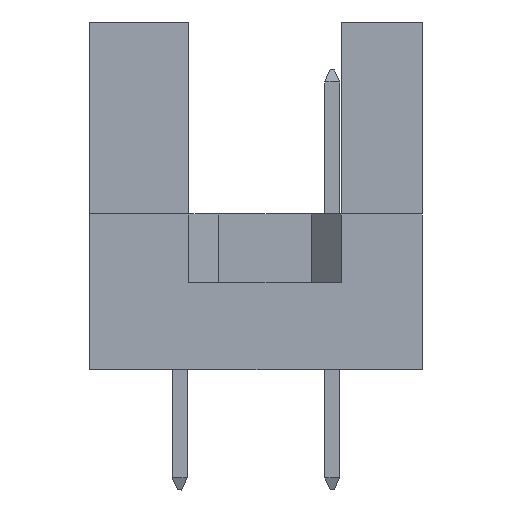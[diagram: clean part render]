
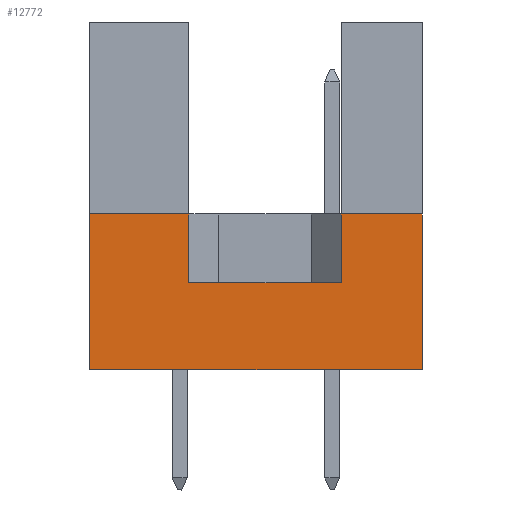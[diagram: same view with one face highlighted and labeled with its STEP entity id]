
A CAD part, left-side view. The second image highlights one B-rep face of the part: STEP entity #12772.
In plain terms, the highlighted planar face has unit normal (-1, 0, 0).
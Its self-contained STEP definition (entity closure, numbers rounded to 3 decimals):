
#335 = VECTOR ( 'NONE', #10660, 1000. ) ;
#1272 = VERTEX_POINT ( 'NONE', #3260 ) ;
#1701 = DIRECTION ( 'NONE',  ( 0., 0., -1. ) ) ;
#1739 = ORIENTED_EDGE ( 'NONE', *, *, #17118, .T. ) ;
#1768 = VERTEX_POINT ( 'NONE', #15076 ) ;
#1804 = CARTESIAN_POINT ( 'NONE',  ( -47.5, 2.71, 5.2 ) ) ;
#2623 = EDGE_CURVE ( 'NONE', #14082, #1272, #13313, .T. ) ;
#3016 = FACE_OUTER_BOUND ( 'NONE', #7547, .T. ) ;
#3260 = CARTESIAN_POINT ( 'NONE',  ( -47.5, 7.79, 5.2 ) ) ;
#3337 = DIRECTION ( 'NONE',  ( 1., 0., 0. ) ) ;
#4342 = PLANE ( 'NONE',  #9517 ) ;
#4407 = ORIENTED_EDGE ( 'NONE', *, *, #14730, .F. ) ;
#4514 = CARTESIAN_POINT ( 'NONE',  ( -47.5, 7.79, 2.9 ) ) ;
#4716 = VERTEX_POINT ( 'NONE', #1804 ) ;
#5074 = DIRECTION ( 'NONE',  ( 0., -1., 0. ) ) ;
#5886 = EDGE_CURVE ( 'NONE', #1768, #10525, #16756, .T. ) ;
#6170 = CARTESIAN_POINT ( 'NONE',  ( -47.5, 11.1, 5.2 ) ) ;
#6837 = ORIENTED_EDGE ( 'NONE', *, *, #2623, .T. ) ;
#6873 = VECTOR ( 'NONE', #10031, 1000. ) ;
#7014 = ORIENTED_EDGE ( 'NONE', *, *, #13429, .F. ) ;
#7426 = DIRECTION ( 'NONE',  ( 0., 0., 1. ) ) ;
#7547 = EDGE_LOOP ( 'NONE', ( #15772, #6837, #15062, #4407, #15424, #1739, #7014, #14734 ) ) ;
#8110 = EDGE_CURVE ( 'NONE', #10824, #1272, #11641, .T. ) ;
#8193 = LINE ( 'NONE', #13584, #16615 ) ;
#8960 = CARTESIAN_POINT ( 'NONE',  ( -47.5, 11.1, 5.2 ) ) ;
#9517 = AXIS2_PLACEMENT_3D ( 'NONE', #12275, #3337, #1701 ) ;
#10031 = DIRECTION ( 'NONE',  ( 0., -1., 0. ) ) ;
#10120 = CARTESIAN_POINT ( 'NONE',  ( -47.5, 11.1, 0. ) ) ;
#10279 = LINE ( 'NONE', #8960, #13204 ) ;
#10314 = CARTESIAN_POINT ( 'NONE',  ( -47.5, 7.79, 2.9 ) ) ;
#10525 = VERTEX_POINT ( 'NONE', #14345 ) ;
#10595 = LINE ( 'NONE', #11733, #15210 ) ;
#10660 = DIRECTION ( 'NONE',  ( 0., 0., 1. ) ) ;
#10824 = VERTEX_POINT ( 'NONE', #11732 ) ;
#10826 = LINE ( 'NONE', #16139, #335 ) ;
#11465 = DIRECTION ( 'NONE',  ( 0., -1., 0. ) ) ;
#11641 = LINE ( 'NONE', #6170, #13985 ) ;
#11669 = CARTESIAN_POINT ( 'NONE',  ( -47.5, 0., 5.2 ) ) ;
#11715 = DIRECTION ( 'NONE',  ( 0., 0., 1. ) ) ;
#11732 = CARTESIAN_POINT ( 'NONE',  ( -47.5, 11.1, 5.2 ) ) ;
#11733 = CARTESIAN_POINT ( 'NONE',  ( -47.5, 7.79, 2.9 ) ) ;
#12275 = CARTESIAN_POINT ( 'NONE',  ( -47.5, 11.1, 0. ) ) ;
#12494 = EDGE_CURVE ( 'NONE', #15554, #4716, #12911, .T. ) ;
#12772 = ADVANCED_FACE ( 'NONE', ( #3016 ), #4342, .F. ) ;
#12911 = LINE ( 'NONE', #14148, #16011 ) ;
#13204 = VECTOR ( 'NONE', #5074, 1000. ) ;
#13313 = LINE ( 'NONE', #10314, #13688 ) ;
#13429 = EDGE_CURVE ( 'NONE', #4716, #16672, #10279, .T. ) ;
#13584 = CARTESIAN_POINT ( 'NONE',  ( -47.5, 11.1, 0. ) ) ;
#13688 = VECTOR ( 'NONE', #11715, 1000. ) ;
#13985 = VECTOR ( 'NONE', #11465, 1000. ) ;
#14082 = VERTEX_POINT ( 'NONE', #4514 ) ;
#14148 = CARTESIAN_POINT ( 'NONE',  ( -47.5, 2.71, 2.9 ) ) ;
#14345 = CARTESIAN_POINT ( 'NONE',  ( -47.5, 0., 0. ) ) ;
#14393 = DIRECTION ( 'NONE',  ( 0., -1., 0. ) ) ;
#14491 = EDGE_CURVE ( 'NONE', #14082, #15554, #10595, .T. ) ;
#14730 = EDGE_CURVE ( 'NONE', #1768, #10824, #8193, .T. ) ;
#14734 = ORIENTED_EDGE ( 'NONE', *, *, #12494, .F. ) ;
#15007 = DIRECTION ( 'NONE',  ( 0., 0., 1. ) ) ;
#15062 = ORIENTED_EDGE ( 'NONE', *, *, #8110, .F. ) ;
#15076 = CARTESIAN_POINT ( 'NONE',  ( -47.5, 11.1, 0. ) ) ;
#15210 = VECTOR ( 'NONE', #14393, 1000. ) ;
#15424 = ORIENTED_EDGE ( 'NONE', *, *, #5886, .T. ) ;
#15554 = VERTEX_POINT ( 'NONE', #15648 ) ;
#15648 = CARTESIAN_POINT ( 'NONE',  ( -47.5, 2.71, 2.9 ) ) ;
#15772 = ORIENTED_EDGE ( 'NONE', *, *, #14491, .F. ) ;
#16011 = VECTOR ( 'NONE', #7426, 1000. ) ;
#16139 = CARTESIAN_POINT ( 'NONE',  ( -47.5, 0., 0. ) ) ;
#16615 = VECTOR ( 'NONE', #15007, 1000. ) ;
#16672 = VERTEX_POINT ( 'NONE', #11669 ) ;
#16756 = LINE ( 'NONE', #10120, #6873 ) ;
#17118 = EDGE_CURVE ( 'NONE', #10525, #16672, #10826, .T. ) ;
